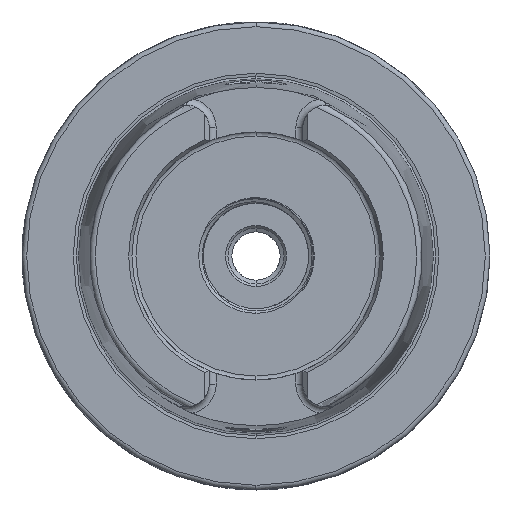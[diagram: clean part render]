
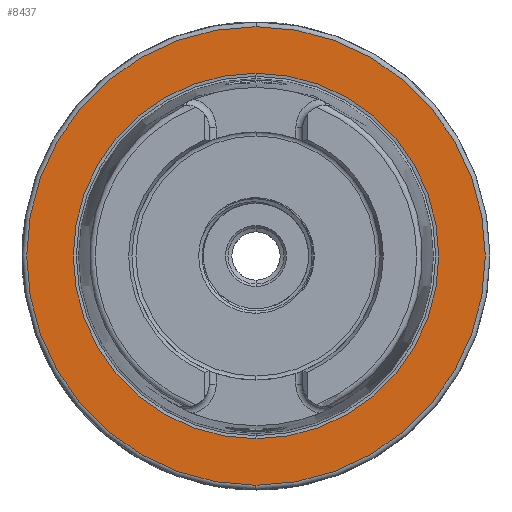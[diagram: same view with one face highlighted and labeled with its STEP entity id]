
A CAD part, left-side view. The second image highlights one B-rep face of the part: STEP entity #8437.
In plain terms, the highlighted planar face has unit normal (-1, 0, 0).
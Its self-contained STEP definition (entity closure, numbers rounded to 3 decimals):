
#754 = CARTESIAN_POINT ( 'NONE',  ( 0., 0., -39.054 ) ) ;
#1087 = ORIENTED_EDGE ( 'NONE', *, *, #4242, .T. ) ;
#1088 = ORIENTED_EDGE ( 'NONE', *, *, #8334, .T. ) ;
#1089 = ORIENTED_EDGE ( 'NONE', *, *, #8335, .T. ) ;
#1090 = ORIENTED_EDGE ( 'NONE', *, *, #4253, .T. ) ;
#1346 = EDGE_LOOP ( 'NONE', ( #1087, #1088 ) ) ;
#1347 = EDGE_LOOP ( 'NONE', ( #1090, #1089 ) ) ;
#2092 = VERTEX_POINT ( 'NONE', #8988 ) ;
#2093 = VERTEX_POINT ( 'NONE', #8989 ) ;
#2111 = VERTEX_POINT ( 'NONE', #9007 ) ;
#4019 = AXIS2_PLACEMENT_3D ( 'NONE', #14601, #14602, #14603 ) ;
#4020 = AXIS2_PLACEMENT_3D ( 'NONE', #14598, #14599, #14600 ) ;
#4242 = EDGE_CURVE ( 'NONE', #2093, #2092, #10481, .T. ) ;
#4253 = EDGE_CURVE ( 'NONE', #2111, #16283, #10487, .T. ) ;
#5461 = CARTESIAN_POINT ( 'NONE',  ( 0., 0., 0. ) ) ;
#5462 = DIRECTION ( 'NONE',  ( -1., 0., 0. ) ) ;
#5463 = DIRECTION ( 'NONE',  ( 0., 0., 1. ) ) ;
#5494 = CARTESIAN_POINT ( 'NONE',  ( 0., 0., 0. ) ) ;
#5495 = DIRECTION ( 'NONE',  ( 1., 0., 0. ) ) ;
#5496 = DIRECTION ( 'NONE',  ( 0., 0., -1. ) ) ;
#8334 = EDGE_CURVE ( 'NONE', #2092, #2093, #10600, .T. ) ;
#8335 = EDGE_CURVE ( 'NONE', #16283, #2111, #10601, .T. ) ;
#8437 = ADVANCED_FACE ( 'NONE', ( #13657, #13660 ), #15575, .T. ) ;
#8988 = CARTESIAN_POINT ( 'NONE',  ( 0., 0., -49. ) ) ;
#8989 = CARTESIAN_POINT ( 'NONE',  ( 0., 0., 49. ) ) ;
#9007 = CARTESIAN_POINT ( 'NONE',  ( 0., 0., 39.054 ) ) ;
#10481 = CIRCLE ( 'NONE', #18514, 49. ) ;
#10487 = CIRCLE ( 'NONE', #18535, 39.054 ) ;
#10600 = CIRCLE ( 'NONE', #4020, 49. ) ;
#10601 = CIRCLE ( 'NONE', #4019, 39.054 ) ;
#13657 = FACE_OUTER_BOUND ( 'NONE', #1346, .T. ) ;
#13660 = FACE_BOUND ( 'NONE', #1347, .T. ) ;
#13662 = AXIS2_PLACEMENT_3D ( 'NONE', #15576, #15577, #15578 ) ;
#14598 = CARTESIAN_POINT ( 'NONE',  ( 0., 0., 0. ) ) ;
#14599 = DIRECTION ( 'NONE',  ( -1., 0., 0. ) ) ;
#14600 = DIRECTION ( 'NONE',  ( 0., 0., 1. ) ) ;
#14601 = CARTESIAN_POINT ( 'NONE',  ( 0., 0., 0. ) ) ;
#14602 = DIRECTION ( 'NONE',  ( 1., 0., 0. ) ) ;
#14603 = DIRECTION ( 'NONE',  ( 0., 0., -1. ) ) ;
#15575 = PLANE ( 'NONE',  #13662 ) ;
#15576 = CARTESIAN_POINT ( 'NONE',  ( 0., 39.054, 0. ) ) ;
#15577 = DIRECTION ( 'NONE',  ( -1., 0., 0. ) ) ;
#15578 = DIRECTION ( 'NONE',  ( 0., 0., 1. ) ) ;
#16283 = VERTEX_POINT ( 'NONE', #754 ) ;
#18514 = AXIS2_PLACEMENT_3D ( 'NONE', #5461, #5462, #5463 ) ;
#18535 = AXIS2_PLACEMENT_3D ( 'NONE', #5494, #5495, #5496 ) ;
